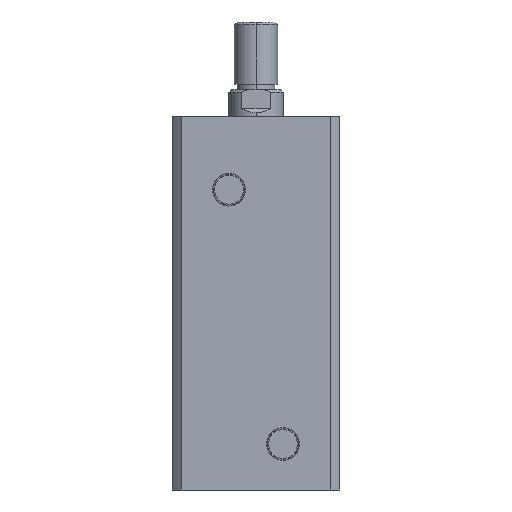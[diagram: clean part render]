
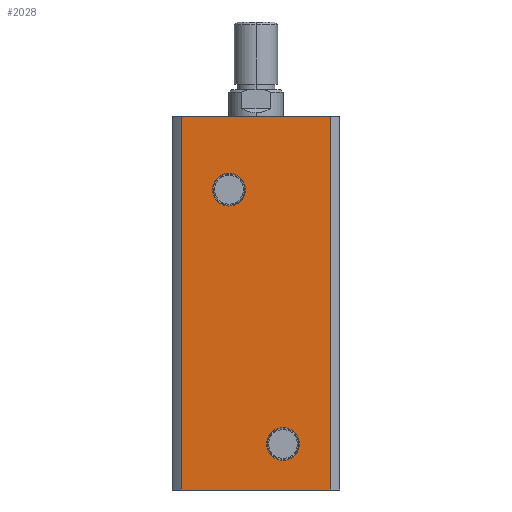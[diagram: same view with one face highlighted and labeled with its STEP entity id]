
A CAD part, left-side view. The second image highlights one B-rep face of the part: STEP entity #2028.
In plain terms, the highlighted planar face has unit normal (-1, 0, 0).
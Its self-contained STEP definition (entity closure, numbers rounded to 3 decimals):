
#227 = VERTEX_POINT ( 'NONE', #3060 ) ;
#230 = VERTEX_POINT ( 'NONE', #3071 ) ;
#232 = VERTEX_POINT ( 'NONE', #3073 ) ;
#237 = VERTEX_POINT ( 'NONE', #3063 ) ;
#334 = VERTEX_POINT ( 'NONE', #2464 ) ;
#347 = VERTEX_POINT ( 'NONE', #2138 ) ;
#367 = VERTEX_POINT ( 'NONE', #2157 ) ;
#368 = VERTEX_POINT ( 'NONE', #2158 ) ;
#421 = EDGE_LOOP ( 'NONE', ( #2983, #2990, #2989, #2988 ) ) ;
#423 = EDGE_LOOP ( 'NONE', ( #2985, #2984 ) ) ;
#426 = EDGE_LOOP ( 'NONE', ( #2979, #2986 ) ) ;
#641 = FACE_BOUND ( 'NONE', #426, .T. ) ;
#645 = FACE_OUTER_BOUND ( 'NONE', #421, .T. ) ;
#649 = FACE_BOUND ( 'NONE', #423, .T. ) ;
#843 = CIRCLE ( 'NONE', #3194, 6.06 ) ;
#945 = CIRCLE ( 'NONE', #3232, 6.06 ) ;
#997 = LINE ( 'NONE', #1596, #1012 ) ;
#1006 = CIRCLE ( 'NONE', #3263, 6.06 ) ;
#1007 = CIRCLE ( 'NONE', #3264, 6.06 ) ;
#1008 = LINE ( 'NONE', #1590, #1010 ) ;
#1009 = LINE ( 'NONE', #1595, #1014 ) ;
#1010 = VECTOR ( 'NONE', #1591, 1000. ) ;
#1011 = LINE ( 'NONE', #1600, #1016 ) ;
#1012 = VECTOR ( 'NONE', #1601, 1000. ) ;
#1014 = VECTOR ( 'NONE', #1603, 1000. ) ;
#1016 = VECTOR ( 'NONE', #1605, 1000. ) ;
#1262 = CARTESIAN_POINT ( 'NONE',  ( -31., -10., 17. ) ) ;
#1263 = DIRECTION ( 'NONE',  ( -1., 0., 0. ) ) ;
#1264 = DIRECTION ( 'NONE',  ( 0., 0., 1. ) ) ;
#1456 = CARTESIAN_POINT ( 'NONE',  ( -31., 10., 111. ) ) ;
#1457 = DIRECTION ( 'NONE',  ( -1., 0., 0. ) ) ;
#1458 = DIRECTION ( 'NONE',  ( 0., 0., 1. ) ) ;
#1590 = CARTESIAN_POINT ( 'NONE',  ( -31., 0., 0. ) ) ;
#1591 = DIRECTION ( 'NONE',  ( 0., -1., 0. ) ) ;
#1592 = CARTESIAN_POINT ( 'NONE',  ( -31., 10., 111. ) ) ;
#1593 = DIRECTION ( 'NONE',  ( -1., 0., 0. ) ) ;
#1594 = DIRECTION ( 'NONE',  ( 0., 0., 1. ) ) ;
#1595 = CARTESIAN_POINT ( 'NONE',  ( -31., 0., 138. ) ) ;
#1596 = CARTESIAN_POINT ( 'NONE',  ( -31., -27.591, 138. ) ) ;
#1597 = CARTESIAN_POINT ( 'NONE',  ( -31., -10., 17. ) ) ;
#1598 = DIRECTION ( 'NONE',  ( -1., 0., 0. ) ) ;
#1599 = DIRECTION ( 'NONE',  ( 0., 0., 1. ) ) ;
#1600 = CARTESIAN_POINT ( 'NONE',  ( -31., 27.591, 138. ) ) ;
#1601 = DIRECTION ( 'NONE',  ( 0., 0., -1. ) ) ;
#1603 = DIRECTION ( 'NONE',  ( 0., -1., 0. ) ) ;
#1605 = DIRECTION ( 'NONE',  ( 0., 0., -1. ) ) ;
#2028 = ADVANCED_FACE ( 'NONE', ( #641, #649, #645 ), #2293, .F. ) ;
#2138 = CARTESIAN_POINT ( 'NONE',  ( -31., 10., 117.06 ) ) ;
#2157 = CARTESIAN_POINT ( 'NONE',  ( -31., -10., 10.94 ) ) ;
#2158 = CARTESIAN_POINT ( 'NONE',  ( -31., -10., 23.06 ) ) ;
#2288 = DIRECTION ( 'NONE',  ( 1., 0., 0. ) ) ;
#2291 = CARTESIAN_POINT ( 'NONE',  ( -31., 0., 138. ) ) ;
#2293 = PLANE ( 'NONE',  #3777 ) ;
#2295 = DIRECTION ( 'NONE',  ( 0., 0., -1. ) ) ;
#2464 = CARTESIAN_POINT ( 'NONE',  ( -31., 10., 104.94 ) ) ;
#2979 = ORIENTED_EDGE ( 'NONE', *, *, #3616, .F. ) ;
#2983 = ORIENTED_EDGE ( 'NONE', *, *, #3618, .T. ) ;
#2984 = ORIENTED_EDGE ( 'NONE', *, *, #3485, .F. ) ;
#2985 = ORIENTED_EDGE ( 'NONE', *, *, #3617, .F. ) ;
#2986 = ORIENTED_EDGE ( 'NONE', *, *, #3567, .F. ) ;
#2988 = ORIENTED_EDGE ( 'NONE', *, *, #3621, .T. ) ;
#2989 = ORIENTED_EDGE ( 'NONE', *, *, #3620, .F. ) ;
#2990 = ORIENTED_EDGE ( 'NONE', *, *, #3619, .F. ) ;
#3060 = CARTESIAN_POINT ( 'NONE',  ( -31., 27.591, 138. ) ) ;
#3063 = CARTESIAN_POINT ( 'NONE',  ( -31., 27.591, 0. ) ) ;
#3071 = CARTESIAN_POINT ( 'NONE',  ( -31., -27.591, 138. ) ) ;
#3073 = CARTESIAN_POINT ( 'NONE',  ( -31., -27.591, 0. ) ) ;
#3194 = AXIS2_PLACEMENT_3D ( 'NONE', #1262, #1263, #1264 ) ;
#3232 = AXIS2_PLACEMENT_3D ( 'NONE', #1456, #1457, #1458 ) ;
#3263 = AXIS2_PLACEMENT_3D ( 'NONE', #1592, #1593, #1594 ) ;
#3264 = AXIS2_PLACEMENT_3D ( 'NONE', #1597, #1598, #1599 ) ;
#3485 = EDGE_CURVE ( 'NONE', #367, #368, #843, .T. ) ;
#3567 = EDGE_CURVE ( 'NONE', #334, #347, #945, .T. ) ;
#3616 = EDGE_CURVE ( 'NONE', #347, #334, #1006, .T. ) ;
#3617 = EDGE_CURVE ( 'NONE', #368, #367, #1007, .T. ) ;
#3618 = EDGE_CURVE ( 'NONE', #237, #232, #1008, .T. ) ;
#3619 = EDGE_CURVE ( 'NONE', #230, #232, #997, .T. ) ;
#3620 = EDGE_CURVE ( 'NONE', #227, #230, #1009, .T. ) ;
#3621 = EDGE_CURVE ( 'NONE', #227, #237, #1011, .T. ) ;
#3777 = AXIS2_PLACEMENT_3D ( 'NONE', #2291, #2288, #2295 ) ;
